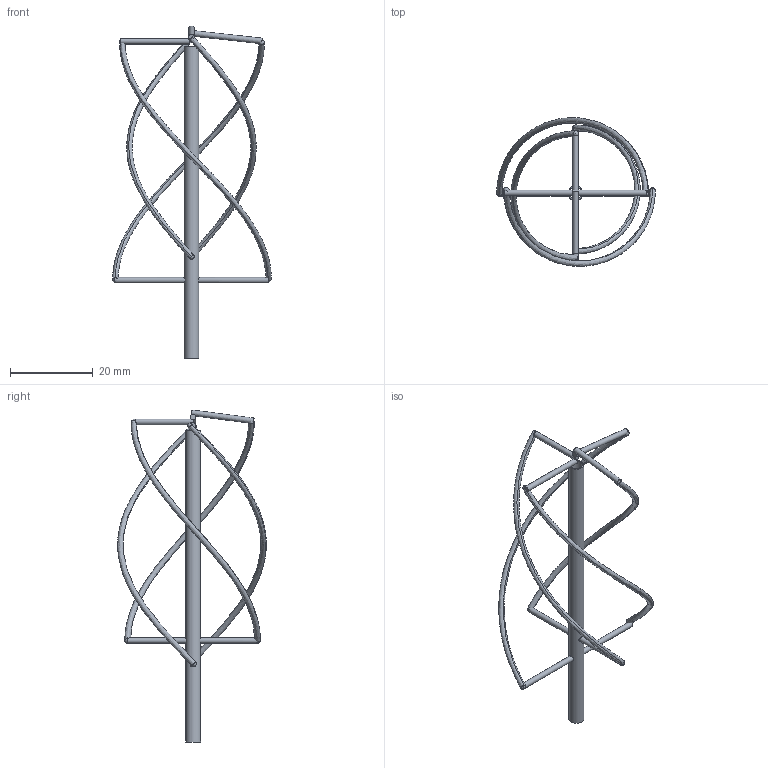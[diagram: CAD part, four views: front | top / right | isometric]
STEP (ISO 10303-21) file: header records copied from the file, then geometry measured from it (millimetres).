
FILE_DESCRIPTION(/* description */ ('STEP AP214'),/* implementation_level */ '2;1');
FILE_NAME(/* name */ 'QHA_GPS.stp',/* time_stamp */ '2022-05-24T20:42:18+02:00',/* author */ ('dvorakj'),/* organization */ (' '),/* preprocessor_version */ 'ST-DEVELOPER v18.1',/* originating_system */ 'Autodesk Inventor 2022',/* authorisation */ ' ');
FILE_SCHEMA (('AUTOMOTIVE_DESIGN { 1 0 10303 214 3 1 1 }'));
Length unit declared in the file: millimetre
Products named in the file (1): QHA_GPS
Bounding box: 38.25 x 35.78 x 80.02 mm (x, y, z)
Volume: 849 mm3; surface area: 3400.5 mm2
Topology: 13 solids, 13 shells, 44 faces, 81 edges, 55 vertices
Faces by surface type: plane 14, cylinder 14, bspline 8, sphere 8
Full cylindrical faces by diameter (mm): 1.344 x8, 2.98 x1, 3.6 x1
Entity records: 3797 total; most frequent: CARTESIAN_POINT 2844, DIRECTION 180, ORIENTED_EDGE 146, AXIS2_PLACEMENT_3D 85, EDGE_CURVE 73, STYLED_ITEM 56, VERTEX_POINT 55, CIRCLE 48
